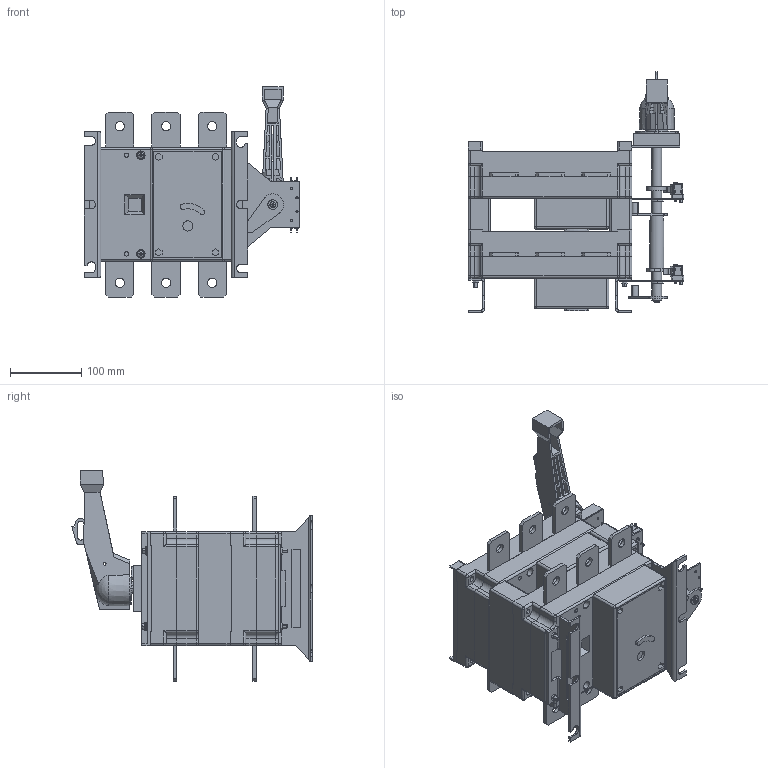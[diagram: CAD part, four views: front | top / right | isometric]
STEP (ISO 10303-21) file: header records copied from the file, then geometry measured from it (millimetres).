
FILE_DESCRIPTION (( 'STEP AP214' ), '1' );
FILE_NAME ('Ðóáèëüíèê-ïåðåêëþ÷àòåëü PowerSwitch 630_3.STEP', '2025-01-30T12:42:47', ( '' ), ( '' ), 'SwSTEP 2.0', 'SolidWorks 2021', '' );
FILE_SCHEMA (( 'AUTOMOTIVE_DESIGN' ));
Length unit declared in the file: millimetre
Products named in the file (1): Ðóáèëüíèê-ïåðåêëþ÷àòåëü PowerSwitch 630_3
Bounding box: 303 x 338.02 x 295.45 mm (x, y, z)
Volume: 6955656.5 mm3; surface area: 1036165.1 mm2
Topology: 93 solids, 93 shells, 3453 faces, 8665 edges, 5490 vertices
Faces by surface type: plane 1973, cylinder 781, cone 363, bspline 178, torus 102, sphere 56
Entity records: 148081 total; most frequent: CARTESIAN_POINT 27087, ORIENTED_EDGE 17226, DIRECTION 16402, EDGE_CURVE 8613, AXIS2_PLACEMENT_3D 5611, VERTEX_POINT 5490, LINE 5180, VECTOR 5180
